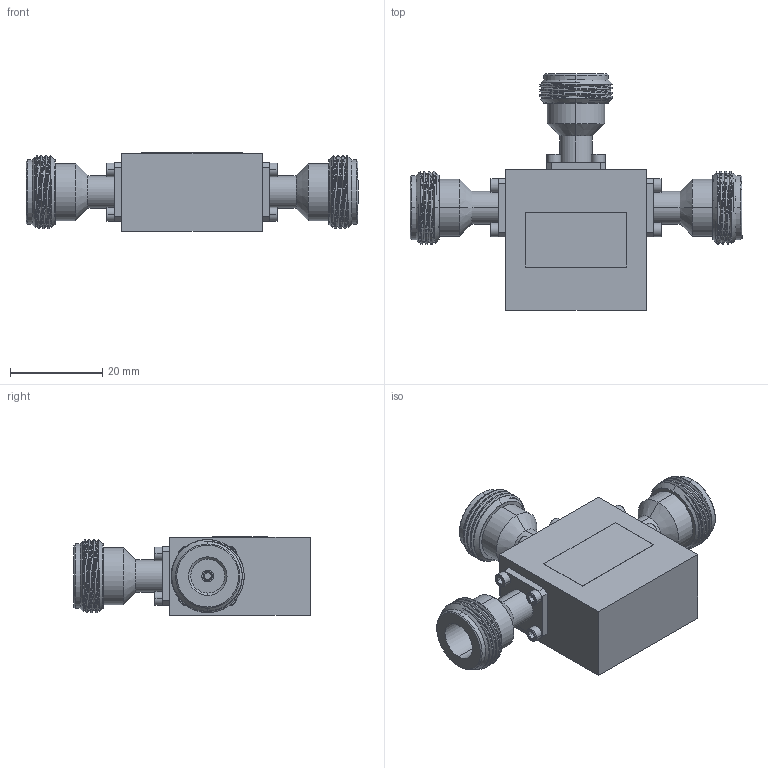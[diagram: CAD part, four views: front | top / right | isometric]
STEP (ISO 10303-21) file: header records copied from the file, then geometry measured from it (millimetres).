
FILE_DESCRIPTION (( 'STEP AP214' ), '1' );
FILE_NAME ('PE83CR1031 ¦ FMCR1031.step', '2020-04-21T15:24:35', ( '' ), ( '' ), 'SwSTEP 2.0', 'SolidWorks 2018', '' );
FILE_SCHEMA (( 'AUTOMOTIVE_DESIGN' ));
Length unit declared in the file: inch
Products named in the file (1): PE83CR1031 ｦ FMCR1031
Bounding box: 72.17 x 51.34 x 17.05 mm (x, y, z)
Volume: 21027.8 mm3; surface area: 8683.1 mm2
Topology: 1 solids, 1 shells, 504 faces, 1126 edges, 664 vertices
Faces by surface type: plane 198, cone 185, cylinder 112, bspline 9
Entity records: 17166 total; most frequent: CARTESIAN_POINT 6193, DIRECTION 2310, ORIENTED_EDGE 2236, EDGE_CURVE 1118, AXIS2_PLACEMENT_3D 882, VERTEX_POINT 664, EDGE_LOOP 552, LINE 546
